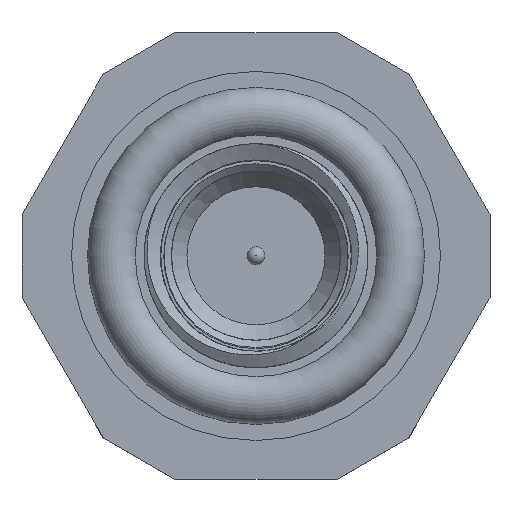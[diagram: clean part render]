
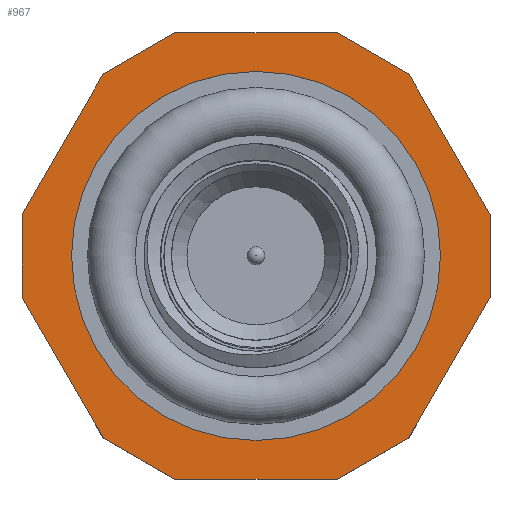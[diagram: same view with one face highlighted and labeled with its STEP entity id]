
A CAD part, top view. The second image highlights one B-rep face of the part: STEP entity #967.
In plain terms, the highlighted planar face has unit normal (0, 0, 1).
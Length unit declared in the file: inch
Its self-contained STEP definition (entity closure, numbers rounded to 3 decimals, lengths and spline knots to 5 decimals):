
#44=VECTOR('',#1159,1.);
#59=VECTOR('',#1178,1.);
#61=VECTOR('',#1181,1.);
#63=VECTOR('',#1184,1.);
#66=VECTOR('',#1188,1.);
#68=VECTOR('',#1191,1.);
#70=VECTOR('',#1194,1.);
#73=VECTOR('',#1198,1.);
#75=VECTOR('',#1201,1.);
#77=VECTOR('',#1204,1.);
#78=VECTOR('',#1206,1.);
#79=VECTOR('',#1208,1.);
#106=LINE('',#2925,#44);
#121=LINE('',#2958,#59);
#123=LINE('',#2962,#61);
#125=LINE('',#2966,#63);
#128=LINE('',#2972,#66);
#130=LINE('',#2976,#68);
#132=LINE('',#2980,#70);
#135=LINE('',#2986,#73);
#137=LINE('',#2990,#75);
#139=LINE('',#2994,#77);
#140=LINE('',#2996,#78);
#141=LINE('',#2998,#79);
#195=PLANE('',#1002);
#248=VERTEX_POINT('',#1318);
#272=VERTEX_POINT('',#2926);
#273=VERTEX_POINT('',#2927);
#287=VERTEX_POINT('',#2959);
#288=VERTEX_POINT('',#2963);
#289=VERTEX_POINT('',#2967);
#290=VERTEX_POINT('',#2968);
#291=VERTEX_POINT('',#2973);
#292=VERTEX_POINT('',#2977);
#293=VERTEX_POINT('',#2981);
#294=VERTEX_POINT('',#2982);
#295=VERTEX_POINT('',#2987);
#296=VERTEX_POINT('',#2991);
#338=CIRCLE('',#1000,0.155);
#378=EDGE_CURVE('',#248,#248,#338,.T.);
#409=EDGE_CURVE('',#272,#273,#106,.T.);
#425=EDGE_CURVE('',#273,#287,#121,.T.);
#427=EDGE_CURVE('',#287,#288,#123,.T.);
#429=EDGE_CURVE('',#289,#290,#125,.T.);
#432=EDGE_CURVE('',#290,#291,#128,.T.);
#434=EDGE_CURVE('',#291,#292,#130,.T.);
#436=EDGE_CURVE('',#293,#294,#132,.T.);
#439=EDGE_CURVE('',#294,#295,#135,.T.);
#441=EDGE_CURVE('',#295,#296,#137,.T.);
#443=EDGE_CURVE('',#296,#272,#139,.T.);
#444=EDGE_CURVE('',#288,#289,#140,.T.);
#445=EDGE_CURVE('',#292,#293,#141,.T.);
#627=ORIENTED_EDGE('',*,*,#378,.T.);
#628=ORIENTED_EDGE('',*,*,#409,.F.);
#629=ORIENTED_EDGE('',*,*,#443,.F.);
#630=ORIENTED_EDGE('',*,*,#441,.F.);
#631=ORIENTED_EDGE('',*,*,#439,.F.);
#632=ORIENTED_EDGE('',*,*,#436,.F.);
#633=ORIENTED_EDGE('',*,*,#445,.F.);
#634=ORIENTED_EDGE('',*,*,#434,.F.);
#635=ORIENTED_EDGE('',*,*,#432,.F.);
#636=ORIENTED_EDGE('',*,*,#429,.F.);
#637=ORIENTED_EDGE('',*,*,#444,.F.);
#638=ORIENTED_EDGE('',*,*,#427,.F.);
#639=ORIENTED_EDGE('',*,*,#425,.F.);
#799=EDGE_LOOP('',(#627));
#800=EDGE_LOOP('',(#628,#629,#630,#631,#632,#633,#634,#635,#636,#637,#638,
#639));
#891=FACE_BOUND('',#799,.T.);
#892=FACE_BOUND('',#800,.T.);
#967=ADVANCED_FACE('',(#891,#892),#195,.T.);
#1000=AXIS2_PLACEMENT_3D('',#1317,#1100,#1101);
#1002=AXIS2_PLACEMENT_3D('',#1320,#1103,$);
#1100=DIRECTION('',(0.,0.,-1.));
#1101=DIRECTION('',(0.155,0.,0.));
#1103=DIRECTION('',(0.,0.,1.));
#1159=DIRECTION('',(0.,-1.,0.));
#1178=DIRECTION('',(-0.5,-0.866,0.));
#1181=DIRECTION('',(-0.866,-0.5,0.));
#1184=DIRECTION('',(-0.866,0.5,0.));
#1188=DIRECTION('',(-0.5,0.866,0.));
#1191=DIRECTION('',(0.,1.,0.));
#1194=DIRECTION('',(0.866,0.5,0.));
#1198=DIRECTION('',(1.,0.,0.));
#1201=DIRECTION('',(0.866,-0.5,0.));
#1204=DIRECTION('',(0.5,-0.866,0.));
#1206=DIRECTION('',(-1.,0.,0.));
#1208=DIRECTION('',(0.5,0.866,0.));
#1317=CARTESIAN_POINT('',(0.,0.,0.3));
#1318=CARTESIAN_POINT('',(0.155,0.,0.3));
#1320=CARTESIAN_POINT('',(0.,0.,0.3));
#2925=CARTESIAN_POINT('',(0.19657,0.,0.3));
#2926=CARTESIAN_POINT('',(0.19657,0.03464,0.3));
#2927=CARTESIAN_POINT('',(0.19657,-0.03464,0.3));
#2958=CARTESIAN_POINT('',(0.10828,-0.18755,0.3));
#2959=CARTESIAN_POINT('',(0.12828,-0.15291,0.3));
#2962=CARTESIAN_POINT('',(0.09828,-0.17023,0.3));
#2963=CARTESIAN_POINT('',(0.06828,-0.18755,0.3));
#2966=CARTESIAN_POINT('',(-0.09828,-0.17023,0.3));
#2967=CARTESIAN_POINT('',(-0.06828,-0.18755,0.3));
#2968=CARTESIAN_POINT('',(-0.12828,-0.15291,0.3));
#2972=CARTESIAN_POINT('',(-0.21657,0.,0.3));
#2973=CARTESIAN_POINT('',(-0.19657,-0.03464,0.3));
#2976=CARTESIAN_POINT('',(-0.19657,0.,0.3));
#2977=CARTESIAN_POINT('',(-0.19657,0.03464,0.3));
#2980=CARTESIAN_POINT('',(-0.09828,0.17023,0.3));
#2981=CARTESIAN_POINT('',(-0.12828,0.15291,0.3));
#2982=CARTESIAN_POINT('',(-0.06828,0.18755,0.3));
#2986=CARTESIAN_POINT('',(0.10828,0.18755,0.3));
#2987=CARTESIAN_POINT('',(0.06828,0.18755,0.3));
#2990=CARTESIAN_POINT('',(0.09828,0.17023,0.3));
#2991=CARTESIAN_POINT('',(0.12828,0.15291,0.3));
#2994=CARTESIAN_POINT('',(0.21657,0.,0.3));
#2996=CARTESIAN_POINT('',(-0.10828,-0.18755,0.3));
#2998=CARTESIAN_POINT('',(-0.10828,0.18755,0.3));
